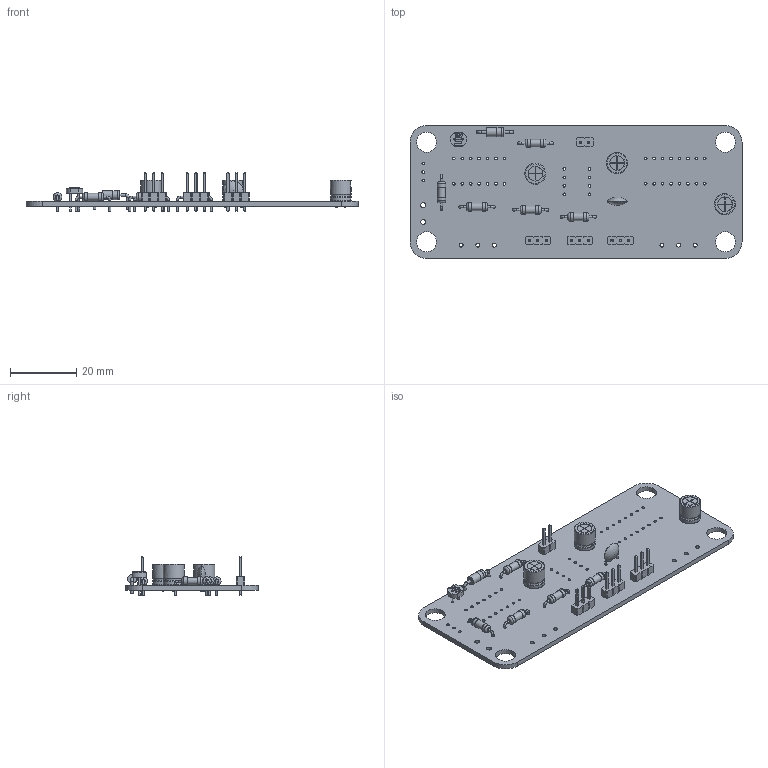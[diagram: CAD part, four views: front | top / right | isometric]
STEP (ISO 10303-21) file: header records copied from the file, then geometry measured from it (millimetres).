
FILE_DESCRIPTION(('KiCad electronic assembly'),'2;1');
FILE_NAME('g01-control.step','2025-06-27T12:35:08',('Pcbnew'),('Kicad'), 'Open CASCADE STEP processor 7.8','KiCad to STEP converter','Unknown' );
FILE_SCHEMA(('AUTOMOTIVE_DESIGN { 1 0 10303 214 1 1 1 1 }'));
Length unit declared in the file: millimetre
Products named in the file (9): g01-control 1; R_Axial_DIN0207_L6.3mm_D2.5mm_P10.16mm_Horizontal; CP_Radial_D6.3mm_P2.50mm; PinHeader_1x03_P2.54mm_Vertical; C_Disc_D6.0mm_W2.5mm_P5.00mm; D_DO-41_SOD81_P10.16mm_Horizontal; R_LDR_4.9x4.2mm_P2.54mm_Vertical; PinHeader_1x02_P2.54mm_Vertical; g01-control_PCB
Assembly tree (16 placements, depth 2):
  g01-control 1
    R_Axial_DIN0207_L6.3mm_D2.5mm_P10.16mm_Horizontal  x5
    CP_Radial_D6.3mm_P2.50mm  x3
    PinHeader_1x03_P2.54mm_Vertical  x3
    C_Disc_D6.0mm_W2.5mm_P5.00mm
    D_DO-41_SOD81_P10.16mm_Horizontal
    R_LDR_4.9x4.2mm_P2.54mm_Vertical
    PinHeader_1x02_P2.54mm_Vertical
    g01-control_PCB
Bounding box: 100 x 40 x 11.54 mm (x, y, z)
Volume: 6794.9 mm3; surface area: 10389.7 mm2
Topology: 17 solids, 20 shells, 682 faces, 1598 edges, 1013 vertices
Faces by surface type: plane 443, cylinder 183, torus 28, revolution 14, bspline 12, sphere 2
Full cylindrical faces by diameter (mm): 0.5 x12, 0.6 x20, 0.8 x65, 1 x11, 1.1 x2, 1.2 x6, 1.52 x2, 2.25 x5, 2.5 x10, 2.7 x2, 2.72 x1, 6 x4
Entity records: 14472 total; most frequent: CARTESIAN_POINT 3008, DIRECTION 1946, ORIENTED_EDGE 1828, EDGE_CURVE 914, AXIS2_PLACEMENT_3D 669, LINE 602, VECTOR 602, VERTEX_POINT 589
